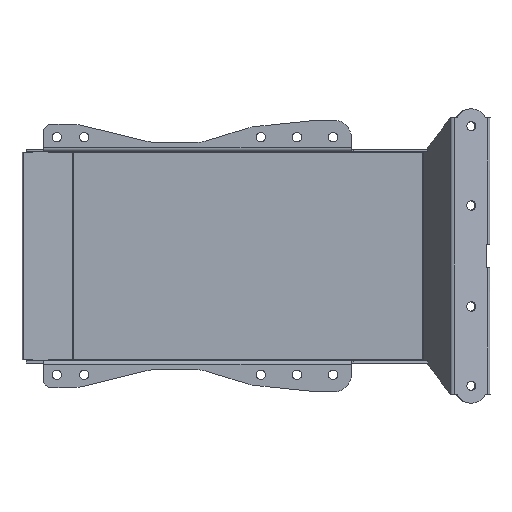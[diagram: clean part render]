
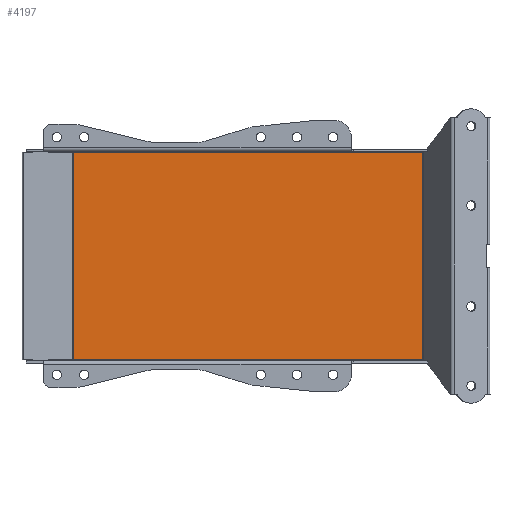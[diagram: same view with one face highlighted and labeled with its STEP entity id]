
A CAD part, top view. The second image highlights one B-rep face of the part: STEP entity #4197.
In plain terms, the highlighted planar face has unit normal (0, 0, 1).
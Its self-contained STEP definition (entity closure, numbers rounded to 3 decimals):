
#316 = VERTEX_POINT ( 'NONE', #3905 ) ;
#378 = AXIS2_PLACEMENT_3D ( 'NONE', #4621, #4550, #4563 ) ;
#474 = CARTESIAN_POINT ( 'NONE',  ( 1498., -71.8, -33.349 ) ) ;
#527 = CARTESIAN_POINT ( 'NONE',  ( 1499.484, -71.8, -33.349 ) ) ;
#877 = CARTESIAN_POINT ( 'NONE',  ( 1257., -71.8, -33.349 ) ) ;
#882 = CARTESIAN_POINT ( 'NONE',  ( 1499.484, 71.8, -33.349 ) ) ;
#971 = VERTEX_POINT ( 'NONE', #882 ) ;
#1054 = VERTEX_POINT ( 'NONE', #527 ) ;
#1077 = VERTEX_POINT ( 'NONE', #877 ) ;
#1233 = ORIENTED_EDGE ( 'NONE', *, *, #2607, .T. ) ;
#1236 = ORIENTED_EDGE ( 'NONE', *, *, #2664, .F. ) ;
#1239 = DIRECTION ( 'NONE',  ( 1., 0., 0. ) ) ;
#1240 = ORIENTED_EDGE ( 'NONE', *, *, #2563, .T. ) ;
#1245 = ORIENTED_EDGE ( 'NONE', *, *, #2670, .F. ) ;
#1260 = ORIENTED_EDGE ( 'NONE', *, *, #2679, .T. ) ;
#1275 = ORIENTED_EDGE ( 'NONE', *, *, #2706, .T. ) ;
#1296 = CARTESIAN_POINT ( 'NONE',  ( 1500., -71.8, -33.349 ) ) ;
#1334 = DIRECTION ( 'NONE',  ( 1., 0., 0. ) ) ;
#1348 = CARTESIAN_POINT ( 'NONE',  ( 1257., 71.8, -33.349 ) ) ;
#1352 = CARTESIAN_POINT ( 'NONE',  ( 1256.263, 71.8, -33.349 ) ) ;
#1482 = FACE_OUTER_BOUND ( 'NONE', #3884, .T. ) ;
#1782 = DIRECTION ( 'NONE',  ( 0., -1., 0. ) ) ;
#1895 = CARTESIAN_POINT ( 'NONE',  ( 1499.484, 71.8, -33.349 ) ) ;
#2047 = DIRECTION ( 'NONE',  ( 0., -1., 0. ) ) ;
#2235 = CARTESIAN_POINT ( 'NONE',  ( 1498., 71.8, -33.349 ) ) ;
#2348 = DIRECTION ( 'NONE',  ( 1., 0., 0. ) ) ;
#2563 = EDGE_CURVE ( 'NONE', #971, #3748, #4581, .T. ) ;
#2607 = EDGE_CURVE ( 'NONE', #3280, #1054, #4539, .T. ) ;
#2663 = CARTESIAN_POINT ( 'NONE',  ( 1500., -71.8, -33.349 ) ) ;
#2664 = EDGE_CURVE ( 'NONE', #971, #1054, #4330, .T. ) ;
#2670 = EDGE_CURVE ( 'NONE', #316, #3748, #4315, .T. ) ;
#2679 = EDGE_CURVE ( 'NONE', #316, #1077, #4321, .T. ) ;
#2706 = EDGE_CURVE ( 'NONE', #1077, #3280, #4247, .T. ) ;
#2955 = DIRECTION ( 'NONE',  ( -1., 0., 0. ) ) ;
#2981 = CARTESIAN_POINT ( 'NONE',  ( 1500., 71.8, -33.349 ) ) ;
#3280 = VERTEX_POINT ( 'NONE', #474 ) ;
#3748 = VERTEX_POINT ( 'NONE', #2235 ) ;
#3884 = EDGE_LOOP ( 'NONE', ( #1233, #1236, #1240, #1245, #1260, #1275 ) ) ;
#3905 = CARTESIAN_POINT ( 'NONE',  ( 1257., 71.8, -33.349 ) ) ;
#4147 = VECTOR ( 'NONE', #1239, 1000. ) ;
#4197 = ADVANCED_FACE ( 'NONE', ( #1482 ), #4560, .T. ) ;
#4207 = VECTOR ( 'NONE', #2047, 1000. ) ;
#4247 = LINE ( 'NONE', #1296, #4147 ) ;
#4258 = VECTOR ( 'NONE', #1334, 1000. ) ;
#4269 = VECTOR ( 'NONE', #1782, 1000. ) ;
#4315 = LINE ( 'NONE', #1352, #4258 ) ;
#4321 = LINE ( 'NONE', #1348, #4207 ) ;
#4330 = LINE ( 'NONE', #1895, #4269 ) ;
#4416 = VECTOR ( 'NONE', #2348, 1000. ) ;
#4532 = VECTOR ( 'NONE', #2955, 1000. ) ;
#4539 = LINE ( 'NONE', #2663, #4416 ) ;
#4550 = DIRECTION ( 'NONE',  ( 0., 0., 1. ) ) ;
#4560 = PLANE ( 'NONE',  #378 ) ;
#4563 = DIRECTION ( 'NONE',  ( 1., 0., 0. ) ) ;
#4581 = LINE ( 'NONE', #2981, #4532 ) ;
#4621 = CARTESIAN_POINT ( 'NONE',  ( 1257., 71.8, -33.349 ) ) ;
